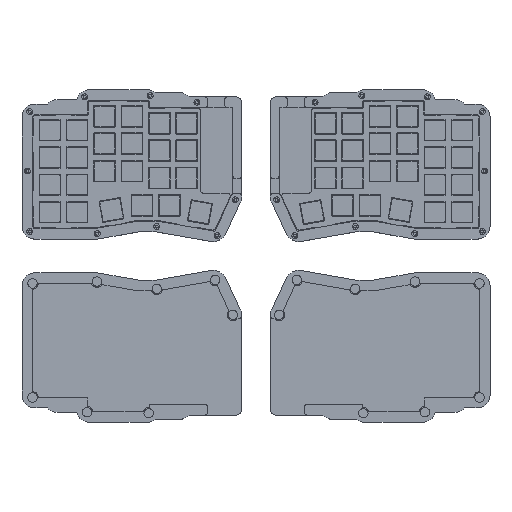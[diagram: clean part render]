
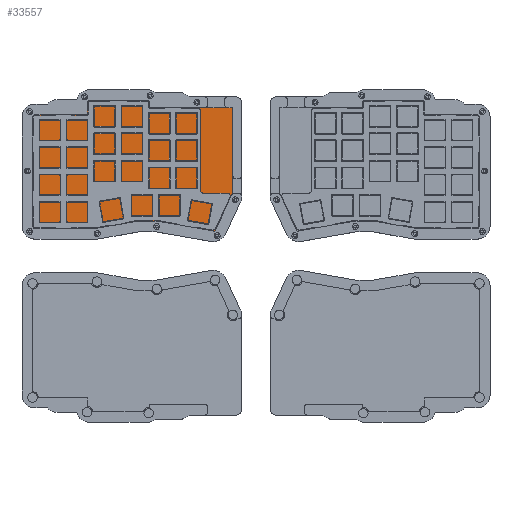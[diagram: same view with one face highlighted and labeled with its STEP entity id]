
A CAD part, top view. The second image highlights one B-rep face of the part: STEP entity #33557.
In plain terms, the highlighted planar face has unit normal (0, 0, 1).
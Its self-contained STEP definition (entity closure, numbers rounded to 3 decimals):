
#871=CIRCLE('',#35990,2.5);
#872=CIRCLE('',#35992,1.);
#873=CIRCLE('',#35993,0.5);
#874=CIRCLE('',#35994,1.5);
#875=CIRCLE('',#35995,1.5);
#876=CIRCLE('',#35996,0.5);
#877=CIRCLE('',#35997,1.5);
#878=CIRCLE('',#35998,1.5);
#3425=FACE_OUTER_BOUND('',#5345,.T.);
#5345=EDGE_LOOP('',(#25138,#25139,#25140,#25141,#25142,#25143,#25144,#25145,
#25146,#25147,#25148,#25149,#25150,#25151,#25152,#25153,#25154,#25155,#25156,
#25157,#25158));
#7813=LINE('',#52016,#11163);
#7826=LINE('',#52045,#11176);
#7891=LINE('',#52243,#11241);
#7894=LINE('',#52254,#11244);
#7895=LINE('',#52258,#11245);
#7896=LINE('',#52262,#11246);
#7897=LINE('',#52266,#11247);
#7898=LINE('',#52270,#11248);
#7899=LINE('',#52274,#11249);
#7900=LINE('',#52276,#11250);
#7901=LINE('',#52278,#11251);
#7902=LINE('',#52279,#11252);
#7903=LINE('',#52280,#11253);
#11163=VECTOR('',#41594,10.);
#11176=VECTOR('',#41619,10.);
#11241=VECTOR('',#41788,10.);
#11244=VECTOR('',#41801,10.);
#11245=VECTOR('',#41804,10.);
#11246=VECTOR('',#41807,10.);
#11247=VECTOR('',#41810,10.);
#11248=VECTOR('',#41813,10.);
#11249=VECTOR('',#41816,10.);
#11250=VECTOR('',#41817,10.);
#11251=VECTOR('',#41818,10.);
#11252=VECTOR('',#41819,10.);
#11253=VECTOR('',#41820,10.);
#14537=VERTEX_POINT('',#52013);
#14538=VERTEX_POINT('',#52015);
#14547=VERTEX_POINT('',#52042);
#14548=VERTEX_POINT('',#52044);
#14628=VERTEX_POINT('',#52240);
#14629=VERTEX_POINT('',#52242);
#14630=VERTEX_POINT('',#52246);
#14631=VERTEX_POINT('',#52251);
#14632=VERTEX_POINT('',#52253);
#14633=VERTEX_POINT('',#52255);
#14634=VERTEX_POINT('',#52257);
#14635=VERTEX_POINT('',#52259);
#14636=VERTEX_POINT('',#52261);
#14637=VERTEX_POINT('',#52263);
#14638=VERTEX_POINT('',#52265);
#14639=VERTEX_POINT('',#52267);
#14640=VERTEX_POINT('',#52269);
#14641=VERTEX_POINT('',#52271);
#14642=VERTEX_POINT('',#52273);
#14643=VERTEX_POINT('',#52275);
#14644=VERTEX_POINT('',#52277);
#18410=EDGE_CURVE('',#14538,#14537,#7813,.T.);
#18425=EDGE_CURVE('',#14548,#14547,#7826,.T.);
#18529=EDGE_CURVE('',#14628,#14629,#7891,.T.);
#18531=EDGE_CURVE('',#14630,#14629,#871,.T.);
#18533=EDGE_CURVE('',#14537,#14548,#872,.T.);
#18534=EDGE_CURVE('',#14547,#14631,#873,.T.);
#18535=EDGE_CURVE('',#14631,#14632,#7894,.T.);
#18536=EDGE_CURVE('',#14632,#14633,#874,.T.);
#18537=EDGE_CURVE('',#14633,#14634,#7895,.T.);
#18538=EDGE_CURVE('',#14634,#14635,#875,.T.);
#18539=EDGE_CURVE('',#14635,#14636,#7896,.T.);
#18540=EDGE_CURVE('',#14636,#14637,#876,.T.);
#18541=EDGE_CURVE('',#14637,#14638,#7897,.T.);
#18542=EDGE_CURVE('',#14638,#14639,#877,.T.);
#18543=EDGE_CURVE('',#14639,#14640,#7898,.T.);
#18544=EDGE_CURVE('',#14640,#14641,#878,.T.);
#18545=EDGE_CURVE('',#14641,#14642,#7899,.T.);
#18546=EDGE_CURVE('',#14642,#14643,#7900,.T.);
#18547=EDGE_CURVE('',#14643,#14644,#7901,.T.);
#18548=EDGE_CURVE('',#14644,#14630,#7902,.T.);
#18549=EDGE_CURVE('',#14538,#14628,#7903,.T.);
#25138=ORIENTED_EDGE('',*,*,#18533,.T.);
#25139=ORIENTED_EDGE('',*,*,#18425,.T.);
#25140=ORIENTED_EDGE('',*,*,#18534,.T.);
#25141=ORIENTED_EDGE('',*,*,#18535,.T.);
#25142=ORIENTED_EDGE('',*,*,#18536,.T.);
#25143=ORIENTED_EDGE('',*,*,#18537,.T.);
#25144=ORIENTED_EDGE('',*,*,#18538,.T.);
#25145=ORIENTED_EDGE('',*,*,#18539,.T.);
#25146=ORIENTED_EDGE('',*,*,#18540,.T.);
#25147=ORIENTED_EDGE('',*,*,#18541,.T.);
#25148=ORIENTED_EDGE('',*,*,#18542,.T.);
#25149=ORIENTED_EDGE('',*,*,#18543,.T.);
#25150=ORIENTED_EDGE('',*,*,#18544,.T.);
#25151=ORIENTED_EDGE('',*,*,#18545,.T.);
#25152=ORIENTED_EDGE('',*,*,#18546,.T.);
#25153=ORIENTED_EDGE('',*,*,#18547,.T.);
#25154=ORIENTED_EDGE('',*,*,#18548,.T.);
#25155=ORIENTED_EDGE('',*,*,#18531,.T.);
#25156=ORIENTED_EDGE('',*,*,#18529,.F.);
#25157=ORIENTED_EDGE('',*,*,#18549,.F.);
#25158=ORIENTED_EDGE('',*,*,#18410,.T.);
#32308=PLANE('',#35991);
#33557=ADVANCED_FACE('',(#3425),#32308,.F.);
#35990=AXIS2_PLACEMENT_3D('',#52247,#41792,#41793);
#35991=AXIS2_PLACEMENT_3D('',#52249,#41795,#41796);
#35992=AXIS2_PLACEMENT_3D('',#52250,#41797,#41798);
#35993=AXIS2_PLACEMENT_3D('',#52252,#41799,#41800);
#35994=AXIS2_PLACEMENT_3D('',#52256,#41802,#41803);
#35995=AXIS2_PLACEMENT_3D('',#52260,#41805,#41806);
#35996=AXIS2_PLACEMENT_3D('',#52264,#41808,#41809);
#35997=AXIS2_PLACEMENT_3D('',#52268,#41811,#41812);
#35998=AXIS2_PLACEMENT_3D('',#52272,#41814,#41815);
#41594=DIRECTION('',(0.,1.,0.));
#41619=DIRECTION('',(-1.,0.,0.));
#41788=DIRECTION('',(-0.985,0.172,0.));
#41792=DIRECTION('center_axis',(0.,0.,1.));
#41793=DIRECTION('ref_axis',(0.908,-0.419,0.));
#41795=DIRECTION('center_axis',(0.,0.,-1.));
#41796=DIRECTION('ref_axis',(1.,0.,0.));
#41797=DIRECTION('center_axis',(0.,0.,1.));
#41798=DIRECTION('ref_axis',(0.,1.,0.));
#41799=DIRECTION('center_axis',(0.,0.,-1.));
#41800=DIRECTION('ref_axis',(0.,-1.,0.));
#41801=DIRECTION('',(0.,1.,0.));
#41802=DIRECTION('center_axis',(0.,0.,1.));
#41803=DIRECTION('ref_axis',(0.,1.,0.));
#41804=DIRECTION('',(-1.,0.,0.));
#41805=DIRECTION('center_axis',(0.,0.,1.));
#41806=DIRECTION('ref_axis',(-1.,0.,0.));
#41807=DIRECTION('',(0.,-1.,0.));
#41808=DIRECTION('center_axis',(0.,0.,-1.));
#41809=DIRECTION('ref_axis',(1.,0.,0.));
#41810=DIRECTION('',(-1.,0.,0.));
#41811=DIRECTION('center_axis',(0.,0.,1.));
#41812=DIRECTION('ref_axis',(-1.,0.,0.));
#41813=DIRECTION('',(0.,-1.,0.));
#41814=DIRECTION('center_axis',(0.,0.,1.));
#41815=DIRECTION('ref_axis',(0.,-1.,0.));
#41816=DIRECTION('',(1.,0.,0.));
#41817=DIRECTION('',(0.985,0.174,0.));
#41818=DIRECTION('',(1.,0.,0.));
#41819=DIRECTION('',(0.985,-0.173,0.));
#41820=DIRECTION('',(-0.419,-0.908,0.));
#52013=CARTESIAN_POINT('',(139.895,116.45,-13.2));
#52015=CARTESIAN_POINT('',(139.895,58.45,-13.2));
#52016=CARTESIAN_POINT('',(139.895,58.45,-13.2));
#52042=CARTESIAN_POINT('',(82.25,117.45,-13.2));
#52044=CARTESIAN_POINT('',(138.895,117.45,-13.2));
#52045=CARTESIAN_POINT('',(104.688,117.45,-13.2));
#52240=CARTESIAN_POINT('',(127.396,31.4,-13.2));
#52242=CARTESIAN_POINT('',(125.7,31.696,-13.2));
#52243=CARTESIAN_POINT('',(113.441,33.836,-13.2));
#52246=CARTESIAN_POINT('',(125.498,31.723,-13.2));
#52247=CARTESIAN_POINT('Origin',(125.929,34.186,-13.2));
#52249=CARTESIAN_POINT('Origin',(69.537,77.068,-13.2));
#52250=CARTESIAN_POINT('Origin',(138.895,116.45,-13.2));
#52251=CARTESIAN_POINT('',(81.75,117.95,-13.2));
#52252=CARTESIAN_POINT('Origin',(82.25,117.95,-13.2));
#52253=CARTESIAN_POINT('',(81.75,120.95,-13.2));
#52254=CARTESIAN_POINT('',(81.75,120.95,-13.2));
#52255=CARTESIAN_POINT('',(80.25,122.45,-13.2));
#52256=CARTESIAN_POINT('Origin',(80.25,120.95,-13.2));
#52257=CARTESIAN_POINT('',(40.1,122.45,-13.2));
#52258=CARTESIAN_POINT('',(66.588,122.45,-13.2));
#52259=CARTESIAN_POINT('',(38.6,120.95,-13.2));
#52260=CARTESIAN_POINT('Origin',(40.1,120.95,-13.2));
#52261=CARTESIAN_POINT('',(38.6,112.95,-13.2));
#52262=CARTESIAN_POINT('',(38.6,112.95,-13.2));
#52263=CARTESIAN_POINT('',(38.1,112.45,-13.2));
#52264=CARTESIAN_POINT('Origin',(38.1,112.95,-13.2));
#52265=CARTESIAN_POINT('',(2.1,112.45,-13.2));
#52266=CARTESIAN_POINT('',(28.487,112.45,-13.2));
#52267=CARTESIAN_POINT('',(0.6,110.95,-13.2));
#52268=CARTESIAN_POINT('Origin',(2.1,110.95,-13.2));
#52269=CARTESIAN_POINT('',(0.6,34.95,-13.2));
#52270=CARTESIAN_POINT('',(0.6,85.815,-13.2));
#52271=CARTESIAN_POINT('',(2.1,33.45,-13.2));
#52272=CARTESIAN_POINT('Origin',(2.1,34.95,-13.2));
#52273=CARTESIAN_POINT('',(45.144,33.45,-13.2));
#52274=CARTESIAN_POINT('',(15.487,33.45,-13.2));
#52275=CARTESIAN_POINT('',(73.494,38.45,-13.2));
#52276=CARTESIAN_POINT('',(52.961,34.829,-13.2));
#52277=CARTESIAN_POINT('',(87.107,38.45,-13.2));
#52278=CARTESIAN_POINT('',(87.107,38.45,-13.2));
#52279=CARTESIAN_POINT('',(100.636,36.079,-13.2));
#52280=CARTESIAN_POINT('',(139.895,58.45,-13.2));
